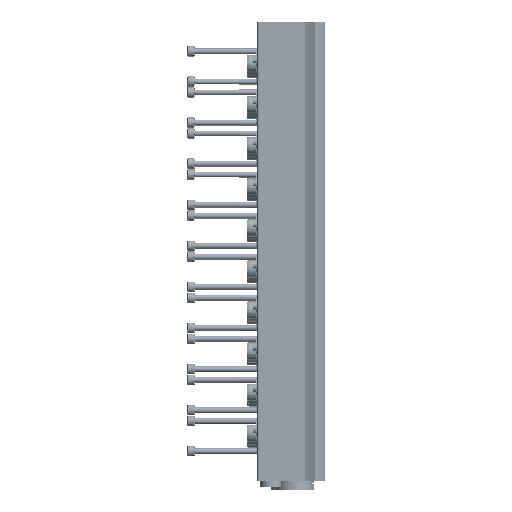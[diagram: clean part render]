
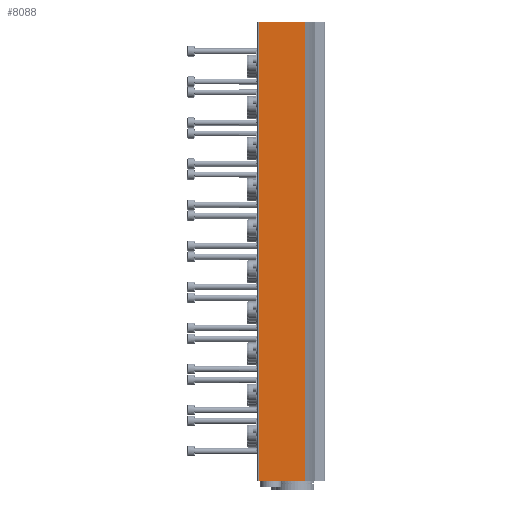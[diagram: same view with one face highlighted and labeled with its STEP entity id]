
A CAD part, left-side view. The second image highlights one B-rep face of the part: STEP entity #8088.
In plain terms, the highlighted planar face has unit normal (-1, 0, 0).
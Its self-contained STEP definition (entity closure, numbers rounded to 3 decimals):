
#377=PLANE('',#8700);
#1266=ORIENTED_EDGE('',*,*,#3336,.F.);
#1267=ORIENTED_EDGE('',*,*,#3335,.F.);
#1268=ORIENTED_EDGE('',*,*,#3337,.T.);
#1269=ORIENTED_EDGE('',*,*,#3338,.T.);
#3335=EDGE_CURVE('',#4370,#4368,#5100,.T.);
#3336=EDGE_CURVE('',#4368,#4371,#5101,.T.);
#3337=EDGE_CURVE('',#4370,#4372,#5102,.T.);
#3338=EDGE_CURVE('',#4372,#4371,#5103,.T.);
#4368=VERTEX_POINT('',#13175);
#4370=VERTEX_POINT('',#13179);
#4371=VERTEX_POINT('',#13183);
#4372=VERTEX_POINT('',#13185);
#5100=LINE('',#13180,#5606);
#5101=LINE('',#13182,#5607);
#5102=LINE('',#13184,#5608);
#5103=LINE('',#13186,#5609);
#5606=VECTOR('',#9800,1000.);
#5607=VECTOR('',#9803,1000.);
#5608=VECTOR('',#9804,1000.);
#5609=VECTOR('',#9805,1000.);
#6128=EDGE_LOOP('',(#1266,#1267,#1268,#1269));
#7031=FACE_BOUND('',#6128,.T.);
#8088=ADVANCED_FACE('',(#7031),#377,.T.);
#8700=AXIS2_PLACEMENT_3D('',#13181,#9801,#9802);
#9800=DIRECTION('',(0.,0.,1.));
#9801=DIRECTION('',(-1.,0.,0.));
#9802=DIRECTION('',(0.,0.,1.));
#9803=DIRECTION('',(0.,-1.,0.));
#9804=DIRECTION('',(0.,-1.,0.));
#9805=DIRECTION('',(0.,0.,1.));
#13175=CARTESIAN_POINT('',(-63.,44.,0.));
#13179=CARTESIAN_POINT('',(-63.,44.,-307.));
#13180=CARTESIAN_POINT('',(-63.,44.,-307.));
#13181=CARTESIAN_POINT('',(-63.,44.,-307.));
#13182=CARTESIAN_POINT('',(-63.,44.,0.));
#13183=CARTESIAN_POINT('',(-63.,13.354,0.));
#13184=CARTESIAN_POINT('',(-63.,44.,-307.));
#13185=CARTESIAN_POINT('',(-63.,13.354,-307.));
#13186=CARTESIAN_POINT('',(-63.,13.354,-307.));
